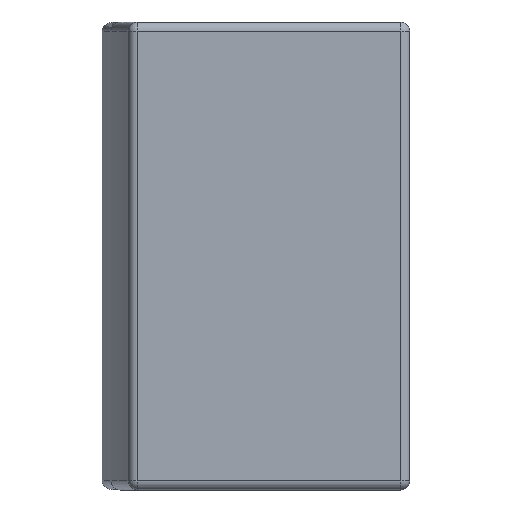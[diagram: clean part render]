
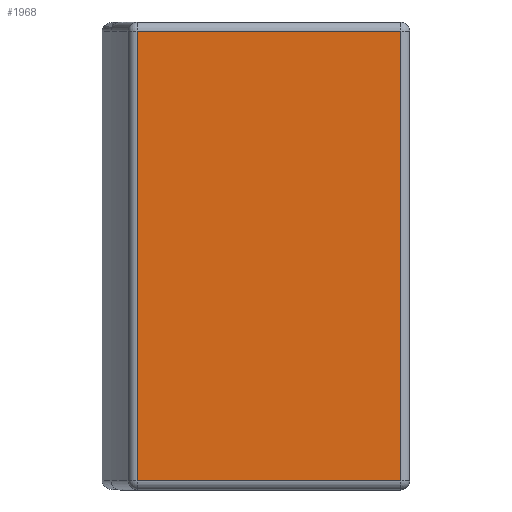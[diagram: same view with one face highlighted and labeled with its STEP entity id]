
A CAD part, left-side view. The second image highlights one B-rep face of the part: STEP entity #1968.
In plain terms, the highlighted planar face has unit normal (-1, 0, 0).
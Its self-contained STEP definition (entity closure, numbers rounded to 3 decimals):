
#50 = DIRECTION ( 'NONE',  ( 0., 0., 1. ) ) ;
#110 = EDGE_CURVE ( 'NONE', #418, #1624, #354, .T. ) ;
#184 = CARTESIAN_POINT ( 'NONE',  ( -0.5, 0.126, 0.24 ) ) ;
#264 = CARTESIAN_POINT ( 'NONE',  ( -0.5, 0., 0.25 ) ) ;
#331 = AXIS2_PLACEMENT_3D ( 'NONE', #264, #2142, #1105 ) ;
#354 = LINE ( 'NONE', #1605, #1967 ) ;
#382 = CARTESIAN_POINT ( 'NONE',  ( -0.5, 0.135, 0.24 ) ) ;
#412 = DIRECTION ( 'NONE',  ( 0., -1., 0. ) ) ;
#418 = VERTEX_POINT ( 'NONE', #1882 ) ;
#457 = LINE ( 'NONE', #2069, #1499 ) ;
#481 = FACE_OUTER_BOUND ( 'NONE', #1382, .T. ) ;
#509 = LINE ( 'NONE', #1915, #1785 ) ;
#531 = EDGE_CURVE ( 'NONE', #2147, #418, #509, .T. ) ;
#700 = CARTESIAN_POINT ( 'NONE',  ( -0.5, -0.155, -0.24 ) ) ;
#712 = EDGE_CURVE ( 'NONE', #1386, #2147, #1150, .T. ) ;
#773 = ORIENTED_EDGE ( 'NONE', *, *, #531, .T. ) ;
#940 = ORIENTED_EDGE ( 'NONE', *, *, #712, .T. ) ;
#955 = CARTESIAN_POINT ( 'NONE',  ( -0.5, -0.155, 0.24 ) ) ;
#1105 = DIRECTION ( 'NONE',  ( 0., 0., -1. ) ) ;
#1150 = LINE ( 'NONE', #382, #1969 ) ;
#1382 = EDGE_LOOP ( 'NONE', ( #940, #773, #2113, #2037 ) ) ;
#1386 = VERTEX_POINT ( 'NONE', #955 ) ;
#1499 = VECTOR ( 'NONE', #50, 1000. ) ;
#1605 = CARTESIAN_POINT ( 'NONE',  ( -0.5, 0., -0.24 ) ) ;
#1624 = VERTEX_POINT ( 'NONE', #700 ) ;
#1726 = EDGE_CURVE ( 'NONE', #1624, #1386, #457, .T. ) ;
#1744 = DIRECTION ( 'NONE',  ( 0., 1., 0. ) ) ;
#1785 = VECTOR ( 'NONE', #2089, 1000. ) ;
#1882 = CARTESIAN_POINT ( 'NONE',  ( -0.5, 0.126, -0.24 ) ) ;
#1915 = CARTESIAN_POINT ( 'NONE',  ( -0.5, 0.126, -0.25 ) ) ;
#1967 = VECTOR ( 'NONE', #412, 1000. ) ;
#1968 = ADVANCED_FACE ( 'NONE', ( #481 ), #2119, .F. ) ;
#1969 = VECTOR ( 'NONE', #1744, 1000. ) ;
#2037 = ORIENTED_EDGE ( 'NONE', *, *, #1726, .T. ) ;
#2069 = CARTESIAN_POINT ( 'NONE',  ( -0.5, -0.155, 0.25 ) ) ;
#2089 = DIRECTION ( 'NONE',  ( 0., 0., -1. ) ) ;
#2113 = ORIENTED_EDGE ( 'NONE', *, *, #110, .T. ) ;
#2119 = PLANE ( 'NONE',  #331 ) ;
#2142 = DIRECTION ( 'NONE',  ( 1., 0., 0. ) ) ;
#2147 = VERTEX_POINT ( 'NONE', #184 ) ;
